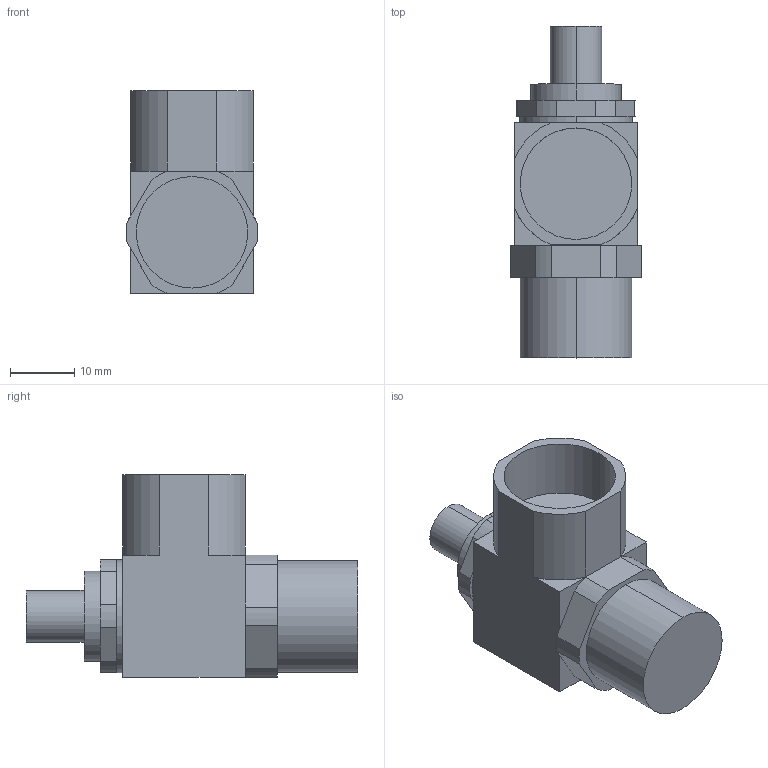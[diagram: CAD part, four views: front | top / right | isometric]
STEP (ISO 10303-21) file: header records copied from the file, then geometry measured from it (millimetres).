
FILE_DESCRIPTION (( 'STEP AP214' ), '1' );
FILE_NAME ('SC7-10A.STEP', '2025-06-30T04:37:47', ( '' ), ( '' ), 'SwSTEP 2.0', 'SolidWorks 2023', '' );
FILE_SCHEMA (( 'AUTOMOTIVE_DESIGN' ));
Length unit declared in the file: millimetre
Products named in the file (1): SC7-10A
Bounding box: 20.48 x 51.5 x 31.5 mm (x, y, z)
Volume: 14796.7 mm3; surface area: 5040.7 mm2
Topology: 1 solids, 1 shells, 65 faces, 156 edges, 98 vertices
Faces by surface type: plane 39, cylinder 26
Entity records: 1905 total; most frequent: DIRECTION 344, CARTESIAN_POINT 320, ORIENTED_EDGE 312, EDGE_CURVE 156, AXIS2_PLACEMENT_3D 122, LINE 100, VECTOR 100, VERTEX_POINT 98
